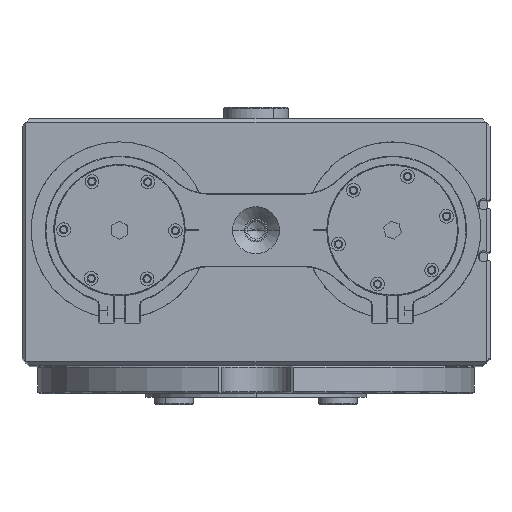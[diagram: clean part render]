
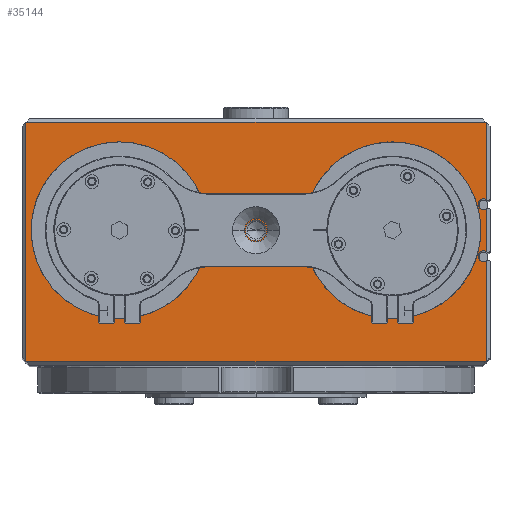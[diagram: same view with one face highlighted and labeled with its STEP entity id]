
A CAD part, top view. The second image highlights one B-rep face of the part: STEP entity #35144.
In plain terms, the highlighted planar face has unit normal (0, 0, 1).
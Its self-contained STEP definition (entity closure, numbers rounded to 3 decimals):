
#122 = PLANE ( 'NONE',  #31885 ) ;
#422 = CARTESIAN_POINT ( 'NONE',  ( 88.5, 0., 166. ) ) ;
#621 = CARTESIAN_POINT ( 'NONE',  ( 0., 4.5, 166. ) ) ;
#652 = DIRECTION ( 'NONE',  ( 1., 0., 0. ) ) ;
#856 = DIRECTION ( 'NONE',  ( 0., 1., 0. ) ) ;
#1469 = DIRECTION ( 'NONE',  ( 0., 0., 1. ) ) ;
#1496 = CARTESIAN_POINT ( 'NONE',  ( 0., -46., 166. ) ) ;
#1745 = AXIS2_PLACEMENT_3D ( 'NONE', #7833, #42595, #22886 ) ;
#1851 = AXIS2_PLACEMENT_3D ( 'NONE', #13127, #3322, #37627 ) ;
#1962 = LINE ( 'NONE', #54241, #12114 ) ;
#2434 = ORIENTED_EDGE ( 'NONE', *, *, #38882, .T. ) ;
#2716 = CARTESIAN_POINT ( 'NONE',  ( 88.5, -3.653, 166. ) ) ;
#3322 = DIRECTION ( 'NONE',  ( 0., 0., 1. ) ) ;
#3587 = VECTOR ( 'NONE', #52086, 1000. ) ;
#5013 = CIRCLE ( 'NONE', #36615, 4.025 ) ;
#5017 = VECTOR ( 'NONE', #856, 1000. ) ;
#5888 = CARTESIAN_POINT ( 'NONE',  ( 0., 4.5, 166. ) ) ;
#5964 = DIRECTION ( 'NONE',  ( 0., 0., 1. ) ) ;
#5981 = VERTEX_POINT ( 'NONE', #57498 ) ;
#6875 = FACE_BOUND ( 'NONE', #9159, .T. ) ;
#7748 = CARTESIAN_POINT ( 'NONE',  ( 52.5, 4.5, 166. ) ) ;
#7833 = CARTESIAN_POINT ( 'NONE',  ( 52.5, 4.5, 166. ) ) ;
#8784 = DIRECTION ( 'NONE',  ( 1., 0., 0. ) ) ;
#9065 = DIRECTION ( 'NONE',  ( 0., 0., 1. ) ) ;
#9159 = EDGE_LOOP ( 'NONE', ( #58578, #64336 ) ) ;
#9645 = DIRECTION ( 'NONE',  ( 0., -1., 0. ) ) ;
#10223 = VECTOR ( 'NONE', #34525, 1000. ) ;
#10516 = VECTOR ( 'NONE', #21196, 1000. ) ;
#12114 = VECTOR ( 'NONE', #9645, 1000. ) ;
#12706 = VERTEX_POINT ( 'NONE', #44019 ) ;
#13127 = CARTESIAN_POINT ( 'NONE',  ( 87.5, 14.5, 166. ) ) ;
#13130 = EDGE_CURVE ( 'NONE', #58105, #57322, #53660, .T. ) ;
#13157 = CIRCLE ( 'NONE', #1745, 34. ) ;
#14861 = VERTEX_POINT ( 'NONE', #20804 ) ;
#15677 = DIRECTION ( 'NONE',  ( -1., 0., 0. ) ) ;
#16510 = VECTOR ( 'NONE', #41507, 1000. ) ;
#16597 = CARTESIAN_POINT ( 'NONE',  ( 88.5, 12.653, 166. ) ) ;
#17310 = CARTESIAN_POINT ( 'NONE',  ( 88.5, 0., 166. ) ) ;
#17546 = VERTEX_POINT ( 'NONE', #28843 ) ;
#17777 = CARTESIAN_POINT ( 'NONE',  ( -18.5, 4.5, 166. ) ) ;
#17895 = AXIS2_PLACEMENT_3D ( 'NONE', #50865, #1469, #15677 ) ;
#19395 = FACE_BOUND ( 'NONE', #62537, .T. ) ;
#19552 = CARTESIAN_POINT ( 'NONE',  ( 0., 0., 166. ) ) ;
#19963 = LINE ( 'NONE', #17310, #3587 ) ;
#20007 = CARTESIAN_POINT ( 'NONE',  ( 88.5, 0., 166. ) ) ;
#20804 = CARTESIAN_POINT ( 'NONE',  ( 86.5, 4.5, 166. ) ) ;
#20899 = DIRECTION ( 'NONE',  ( 1., 0., 0. ) ) ;
#20951 = CIRCLE ( 'NONE', #52154, 34. ) ;
#21196 = DIRECTION ( 'NONE',  ( -1., 0., 0. ) ) ;
#21593 = ORIENTED_EDGE ( 'NONE', *, *, #44043, .T. ) ;
#21625 = CARTESIAN_POINT ( 'NONE',  ( 0., 46., 166. ) ) ;
#21909 = VERTEX_POINT ( 'NONE', #36148 ) ;
#22425 = ORIENTED_EDGE ( 'NONE', *, *, #36882, .T. ) ;
#22543 = CARTESIAN_POINT ( 'NONE',  ( 4.025, 4.5, 166. ) ) ;
#22597 = ORIENTED_EDGE ( 'NONE', *, *, #25294, .F. ) ;
#22886 = DIRECTION ( 'NONE',  ( -1., 0., 0. ) ) ;
#23158 = ORIENTED_EDGE ( 'NONE', *, *, #30452, .F. ) ;
#23738 = LINE ( 'NONE', #21625, #10516 ) ;
#23777 = ORIENTED_EDGE ( 'NONE', *, *, #36306, .F. ) ;
#24514 = VERTEX_POINT ( 'NONE', #59614 ) ;
#25294 = EDGE_CURVE ( 'NONE', #31185, #59400, #48984, .T. ) ;
#25296 = CIRCLE ( 'NONE', #17895, 34. ) ;
#25575 = CARTESIAN_POINT ( 'NONE',  ( 87.5, -5.5, 166. ) ) ;
#25885 = ORIENTED_EDGE ( 'NONE', *, *, #47375, .T. ) ;
#28843 = CARTESIAN_POINT ( 'NONE',  ( -4.025, 4.5, 166. ) ) ;
#28915 = ORIENTED_EDGE ( 'NONE', *, *, #28930, .F. ) ;
#28930 = EDGE_CURVE ( 'NONE', #59400, #31185, #25296, .T. ) ;
#29321 = DIRECTION ( 'NONE',  ( -1., 0., 0. ) ) ;
#30452 = EDGE_CURVE ( 'NONE', #17546, #64608, #5013, .T. ) ;
#30884 = DIRECTION ( 'NONE',  ( 0., 0., 1. ) ) ;
#31185 = VERTEX_POINT ( 'NONE', #17777 ) ;
#31885 = AXIS2_PLACEMENT_3D ( 'NONE', #19552, #34926, #29321 ) ;
#31980 = LINE ( 'NONE', #1496, #16510 ) ;
#33828 = DIRECTION ( 'NONE',  ( -1., 0., 0. ) ) ;
#34256 = ORIENTED_EDGE ( 'NONE', *, *, #53526, .T. ) ;
#34290 = ORIENTED_EDGE ( 'NONE', *, *, #41622, .T. ) ;
#34525 = DIRECTION ( 'NONE',  ( 0., 1., 0. ) ) ;
#34926 = DIRECTION ( 'NONE',  ( 0., 0., -1. ) ) ;
#35144 = ADVANCED_FACE ( 'NONE', ( #6875, #55948, #64594, #19395 ), #122, .F. ) ;
#35624 = CARTESIAN_POINT ( 'NONE',  ( 88.5, -7.347, 166. ) ) ;
#36148 = CARTESIAN_POINT ( 'NONE',  ( -88.5, 46., 166. ) ) ;
#36235 = VERTEX_POINT ( 'NONE', #35624 ) ;
#36306 = EDGE_CURVE ( 'NONE', #64608, #17546, #60509, .T. ) ;
#36615 = AXIS2_PLACEMENT_3D ( 'NONE', #5888, #40011, #652 ) ;
#36882 = EDGE_CURVE ( 'NONE', #58105, #24514, #19963, .T. ) ;
#37010 = EDGE_LOOP ( 'NONE', ( #28915, #22597 ) ) ;
#37565 = ORIENTED_EDGE ( 'NONE', *, *, #64064, .F. ) ;
#37627 = DIRECTION ( 'NONE',  ( 1., 0., 0. ) ) ;
#38882 = EDGE_CURVE ( 'NONE', #21909, #63454, #1962, .T. ) ;
#40011 = DIRECTION ( 'NONE',  ( 0., 0., 1. ) ) ;
#41507 = DIRECTION ( 'NONE',  ( 1., 0., 0. ) ) ;
#41622 = EDGE_CURVE ( 'NONE', #63454, #5981, #31980, .T. ) ;
#42569 = AXIS2_PLACEMENT_3D ( 'NONE', #25575, #47257, #8784 ) ;
#42595 = DIRECTION ( 'NONE',  ( 0., 0., 1. ) ) ;
#42689 = AXIS2_PLACEMENT_3D ( 'NONE', #60851, #5964, #60190 ) ;
#44019 = CARTESIAN_POINT ( 'NONE',  ( 18.5, 4.5, 166. ) ) ;
#44043 = EDGE_CURVE ( 'NONE', #5981, #36235, #57964, .T. ) ;
#44554 = CARTESIAN_POINT ( 'NONE',  ( -88.5, -46., 166. ) ) ;
#47257 = DIRECTION ( 'NONE',  ( 0., 0., 1. ) ) ;
#47375 = EDGE_CURVE ( 'NONE', #64607, #57322, #49097, .T. ) ;
#48984 = CIRCLE ( 'NONE', #42689, 34. ) ;
#49097 = LINE ( 'NONE', #20007, #10223 ) ;
#49610 = EDGE_LOOP ( 'NONE', ( #25885, #64122, #22425, #34256, #2434, #34290, #21593, #37565 ) ) ;
#49666 = CARTESIAN_POINT ( 'NONE',  ( -86.5, 4.5, 166. ) ) ;
#50865 = CARTESIAN_POINT ( 'NONE',  ( -52.5, 4.5, 166. ) ) ;
#52086 = DIRECTION ( 'NONE',  ( 0., 1., 0. ) ) ;
#52154 = AXIS2_PLACEMENT_3D ( 'NONE', #7748, #9065, #33828 ) ;
#53526 = EDGE_CURVE ( 'NONE', #24514, #21909, #23738, .T. ) ;
#53660 = CIRCLE ( 'NONE', #1851, 2.1 ) ;
#54241 = CARTESIAN_POINT ( 'NONE',  ( -88.5, 0., 166. ) ) ;
#55360 = CARTESIAN_POINT ( 'NONE',  ( 88.5, 16.347, 166. ) ) ;
#55834 = CIRCLE ( 'NONE', #42569, 2.1 ) ;
#55948 = FACE_BOUND ( 'NONE', #37010, .T. ) ;
#57322 = VERTEX_POINT ( 'NONE', #16597 ) ;
#57498 = CARTESIAN_POINT ( 'NONE',  ( 88.5, -46., 166. ) ) ;
#57964 = LINE ( 'NONE', #422, #5017 ) ;
#58105 = VERTEX_POINT ( 'NONE', #55360 ) ;
#58578 = ORIENTED_EDGE ( 'NONE', *, *, #62508, .F. ) ;
#59400 = VERTEX_POINT ( 'NONE', #49666 ) ;
#59614 = CARTESIAN_POINT ( 'NONE',  ( 88.5, 46., 166. ) ) ;
#60190 = DIRECTION ( 'NONE',  ( -1., 0., 0. ) ) ;
#60509 = CIRCLE ( 'NONE', #62857, 4.025 ) ;
#60851 = CARTESIAN_POINT ( 'NONE',  ( -52.5, 4.5, 166. ) ) ;
#62508 = EDGE_CURVE ( 'NONE', #12706, #14861, #20951, .T. ) ;
#62537 = EDGE_LOOP ( 'NONE', ( #23777, #23158 ) ) ;
#62857 = AXIS2_PLACEMENT_3D ( 'NONE', #621, #30884, #20899 ) ;
#63338 = EDGE_CURVE ( 'NONE', #14861, #12706, #13157, .T. ) ;
#63454 = VERTEX_POINT ( 'NONE', #44554 ) ;
#64064 = EDGE_CURVE ( 'NONE', #64607, #36235, #55834, .T. ) ;
#64122 = ORIENTED_EDGE ( 'NONE', *, *, #13130, .F. ) ;
#64336 = ORIENTED_EDGE ( 'NONE', *, *, #63338, .F. ) ;
#64594 = FACE_OUTER_BOUND ( 'NONE', #49610, .T. ) ;
#64607 = VERTEX_POINT ( 'NONE', #2716 ) ;
#64608 = VERTEX_POINT ( 'NONE', #22543 ) ;
